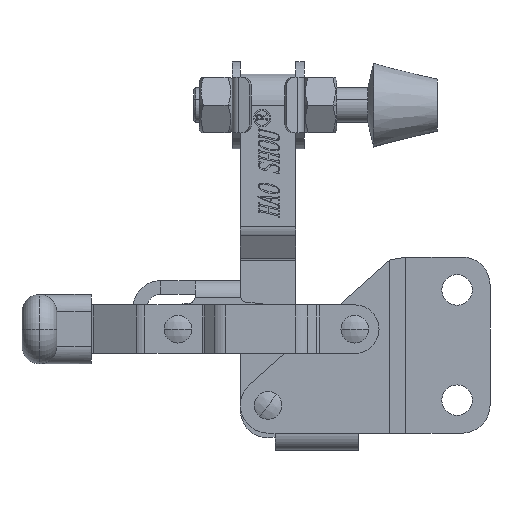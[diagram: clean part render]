
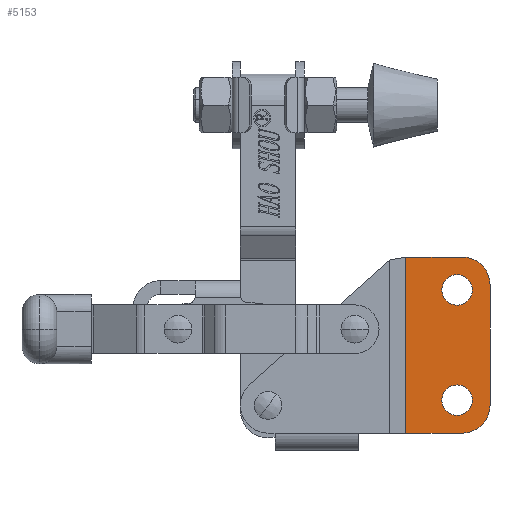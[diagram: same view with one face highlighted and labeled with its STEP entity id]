
A CAD part, left-side view. The second image highlights one B-rep face of the part: STEP entity #5153.
In plain terms, the highlighted planar face has unit normal (-1, 0, 0).
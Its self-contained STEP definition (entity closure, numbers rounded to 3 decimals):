
#847 = CARTESIAN_POINT ( 'NONE',  ( -4., -1.356, 25.4 ) ) ;
#853 = DIRECTION ( 'NONE',  ( 0., 1., 0. ) ) ;
#921 = CARTESIAN_POINT ( 'NONE',  ( -4., -10.006, 4. ) ) ;
#922 = DIRECTION ( 'NONE',  ( -1., 0., 0. ) ) ;
#923 = DIRECTION ( 'NONE',  ( 0., 1., 0. ) ) ;
#1667 = FACE_OUTER_BOUND ( 'NONE', #6878, .T. ) ;
#1669 = FACE_BOUND ( 'NONE', #7086, .T. ) ;
#1671 = FACE_BOUND ( 'NONE', #7084, .T. ) ;
#5153 = ADVANCED_FACE ( 'NONE', ( #1669, #1671, #1667 ), #28383, .T. ) ;
#6878 = EDGE_LOOP ( 'NONE', ( #25895, #25893, #25886, #25885, #25883, #25879 ) ) ;
#7084 = EDGE_LOOP ( 'NONE', ( #25908, #25906 ) ) ;
#7086 = EDGE_LOOP ( 'NONE', ( #25918, #25911 ) ) ;
#9938 = LINE ( 'NONE', #847, #9942 ) ;
#9942 = VECTOR ( 'NONE', #853, 1000. ) ;
#9968 = CIRCLE ( 'NONE', #17321, 4. ) ;
#10323 = LINE ( 'NONE', #23305, #10327 ) ;
#10327 = VECTOR ( 'NONE', #23307, 1000. ) ;
#10350 = LINE ( 'NONE', #23385, #10365 ) ;
#10365 = VECTOR ( 'NONE', #23361, 1000. ) ;
#16796 = AXIS2_PLACEMENT_3D ( 'NONE', #28308, #28385, #28605 ) ;
#17321 = AXIS2_PLACEMENT_3D ( 'NONE', #921, #922, #923 ) ;
#17437 = AXIS2_PLACEMENT_3D ( 'NONE', #23904, #23905, #23906 ) ;
#17441 = AXIS2_PLACEMENT_3D ( 'NONE', #23923, #23924, #23925 ) ;
#17449 = AXIS2_PLACEMENT_3D ( 'NONE', #24009, #24010, #24011 ) ;
#17452 = AXIS2_PLACEMENT_3D ( 'NONE', #24040, #24041, #24042 ) ;
#17468 = AXIS2_PLACEMENT_3D ( 'NONE', #27102, #27103, #27104 ) ;
#19830 = EDGE_CURVE ( 'NONE', #21792, #21890, #9938, .T. ) ;
#19850 = EDGE_CURVE ( 'NONE', #21891, #21768, #9968, .T. ) ;
#19963 = EDGE_CURVE ( 'NONE', #21902, #21890, #10323, .T. ) ;
#19980 = EDGE_CURVE ( 'NONE', #21768, #21881, #10350, .T. ) ;
#20159 = EDGE_CURVE ( 'NONE', #21802, #21880, #20666, .T. ) ;
#20165 = EDGE_CURVE ( 'NONE', #21881, #21792, #20678, .T. ) ;
#20194 = EDGE_CURVE ( 'NONE', #21886, #21793, #20720, .T. ) ;
#20204 = EDGE_CURVE ( 'NONE', #21793, #21886, #20733, .T. ) ;
#20258 = EDGE_CURVE ( 'NONE', #21880, #21802, #20813, .T. ) ;
#20276 = EDGE_CURVE ( 'NONE', #21902, #21891, #20840, .T. ) ;
#20666 = CIRCLE ( 'NONE', #17437, 2.2 ) ;
#20678 = CIRCLE ( 'NONE', #17441, 4. ) ;
#20720 = CIRCLE ( 'NONE', #17449, 2.2 ) ;
#20733 = CIRCLE ( 'NONE', #17452, 2.2 ) ;
#20813 = CIRCLE ( 'NONE', #17468, 2.2 ) ;
#20840 = LINE ( 'NONE', #27166, #20843 ) ;
#20843 = VECTOR ( 'NONE', #27167, 1000. ) ;
#21768 = VERTEX_POINT ( 'NONE', #27393 ) ;
#21792 = VERTEX_POINT ( 'NONE', #27417 ) ;
#21793 = VERTEX_POINT ( 'NONE', #27418 ) ;
#21802 = VERTEX_POINT ( 'NONE', #27427 ) ;
#21880 = VERTEX_POINT ( 'NONE', #27505 ) ;
#21881 = VERTEX_POINT ( 'NONE', #27506 ) ;
#21886 = VERTEX_POINT ( 'NONE', #27511 ) ;
#21890 = VERTEX_POINT ( 'NONE', #27515 ) ;
#21891 = VERTEX_POINT ( 'NONE', #27516 ) ;
#21902 = VERTEX_POINT ( 'NONE', #27527 ) ;
#23305 = CARTESIAN_POINT ( 'NONE',  ( -4., -1.856, 0. ) ) ;
#23307 = DIRECTION ( 'NONE',  ( 0., 0., 1. ) ) ;
#23361 = DIRECTION ( 'NONE',  ( 0., 0., 1. ) ) ;
#23385 = CARTESIAN_POINT ( 'NONE',  ( -4., -14.006, 21.4 ) ) ;
#23904 = CARTESIAN_POINT ( 'NONE',  ( -4., -9.256, 4.75 ) ) ;
#23905 = DIRECTION ( 'NONE',  ( -1., 0., 0. ) ) ;
#23906 = DIRECTION ( 'NONE',  ( 0., -1., 0. ) ) ;
#23923 = CARTESIAN_POINT ( 'NONE',  ( -4., -10.006, 21.4 ) ) ;
#23924 = DIRECTION ( 'NONE',  ( -1., 0., 0. ) ) ;
#23925 = DIRECTION ( 'NONE',  ( 0., 1., 0. ) ) ;
#24009 = CARTESIAN_POINT ( 'NONE',  ( -4., -9.256, 20.65 ) ) ;
#24010 = DIRECTION ( 'NONE',  ( -1., 0., 0. ) ) ;
#24011 = DIRECTION ( 'NONE',  ( 0., -1., 0. ) ) ;
#24040 = CARTESIAN_POINT ( 'NONE',  ( -4., -9.256, 20.65 ) ) ;
#24041 = DIRECTION ( 'NONE',  ( -1., 0., 0. ) ) ;
#24042 = DIRECTION ( 'NONE',  ( 0., -1., 0. ) ) ;
#25879 = ORIENTED_EDGE ( 'NONE', *, *, #20165, .T. ) ;
#25883 = ORIENTED_EDGE ( 'NONE', *, *, #19980, .T. ) ;
#25885 = ORIENTED_EDGE ( 'NONE', *, *, #19850, .T. ) ;
#25886 = ORIENTED_EDGE ( 'NONE', *, *, #20276, .T. ) ;
#25893 = ORIENTED_EDGE ( 'NONE', *, *, #19963, .F. ) ;
#25895 = ORIENTED_EDGE ( 'NONE', *, *, #19830, .T. ) ;
#25906 = ORIENTED_EDGE ( 'NONE', *, *, #20258, .F. ) ;
#25908 = ORIENTED_EDGE ( 'NONE', *, *, #20159, .F. ) ;
#25911 = ORIENTED_EDGE ( 'NONE', *, *, #20204, .F. ) ;
#25918 = ORIENTED_EDGE ( 'NONE', *, *, #20194, .F. ) ;
#27102 = CARTESIAN_POINT ( 'NONE',  ( -4., -9.256, 4.75 ) ) ;
#27103 = DIRECTION ( 'NONE',  ( -1., 0., 0. ) ) ;
#27104 = DIRECTION ( 'NONE',  ( 0., -1., 0. ) ) ;
#27166 = CARTESIAN_POINT ( 'NONE',  ( -4., -10.006, 0. ) ) ;
#27167 = DIRECTION ( 'NONE',  ( 0., -1., 0. ) ) ;
#27393 = CARTESIAN_POINT ( 'NONE',  ( -4., -14.006, 4. ) ) ;
#27417 = CARTESIAN_POINT ( 'NONE',  ( -4., -10.006, 25.4 ) ) ;
#27418 = CARTESIAN_POINT ( 'NONE',  ( -4., -7.056, 20.65 ) ) ;
#27427 = CARTESIAN_POINT ( 'NONE',  ( -4., -11.456, 4.75 ) ) ;
#27505 = CARTESIAN_POINT ( 'NONE',  ( -4., -7.056, 4.75 ) ) ;
#27506 = CARTESIAN_POINT ( 'NONE',  ( -4., -14.006, 21.4 ) ) ;
#27511 = CARTESIAN_POINT ( 'NONE',  ( -4., -11.456, 20.65 ) ) ;
#27515 = CARTESIAN_POINT ( 'NONE',  ( -4., -1.856, 25.4 ) ) ;
#27516 = CARTESIAN_POINT ( 'NONE',  ( -4., -10.006, 0. ) ) ;
#27527 = CARTESIAN_POINT ( 'NONE',  ( -4., -1.856, 0. ) ) ;
#28308 = CARTESIAN_POINT ( 'NONE',  ( -4., -10.006, 21.4 ) ) ;
#28383 = PLANE ( 'NONE',  #16796 ) ;
#28385 = DIRECTION ( 'NONE',  ( -1., 0., 0. ) ) ;
#28605 = DIRECTION ( 'NONE',  ( 0., 1., 0. ) ) ;
